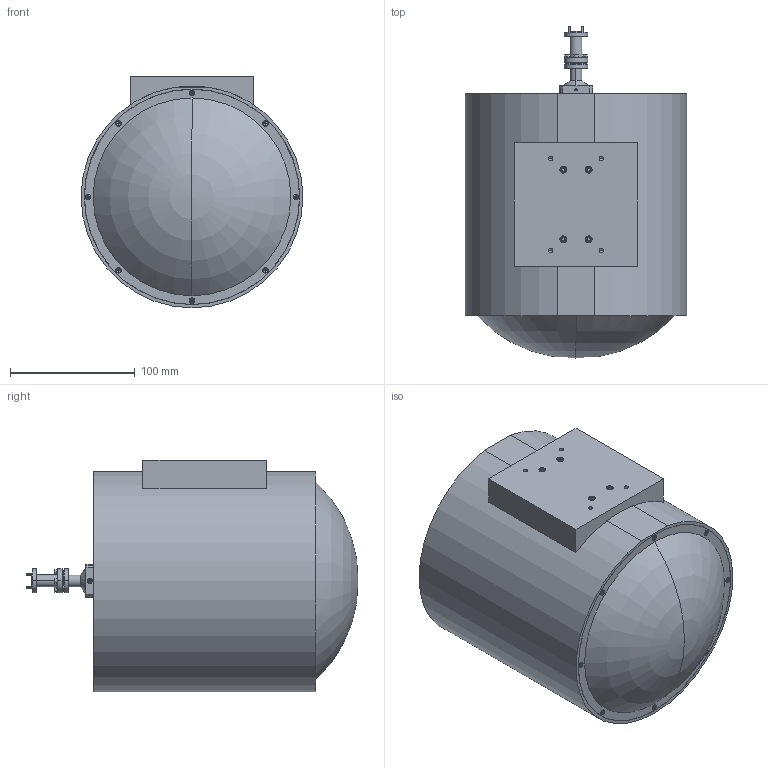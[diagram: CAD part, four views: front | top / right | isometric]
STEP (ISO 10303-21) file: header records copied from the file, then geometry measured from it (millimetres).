
FILE_DESCRIPTION (( 'STEP AP214' ), '1' );
FILE_NAME ('PEWAN1101 ¦ FMWAN1101.step', '2022-03-03T17:04:50', ( '' ), ( '' ), 'SwSTEP 2.0', 'SolidWorks 2021', '' );
FILE_SCHEMA (( 'AUTOMOTIVE_DESIGN' ));
Length unit declared in the file: inch
Products named in the file (1): PEWAN1101 ｦ FMWAN1101
Bounding box: 177.8 x 266.01 x 185.58 mm (x, y, z)
Volume: 4904801.9 mm3; surface area: 197238 mm2
Topology: 38 solids, 39 shells, 2237 faces, 5702 edges, 3599 vertices
Faces by surface type: cylinder 1164, plane 585, cone 454, bspline 32, torus 2
Entity records: 90603 total; most frequent: CARTESIAN_POINT 41306, ORIENTED_EDGE 11232, DIRECTION 9215, EDGE_CURVE 5616, VERTEX_POINT 3599, AXIS2_PLACEMENT_3D 3529, EDGE_LOOP 2423, ADVANCED_FACE 2237
